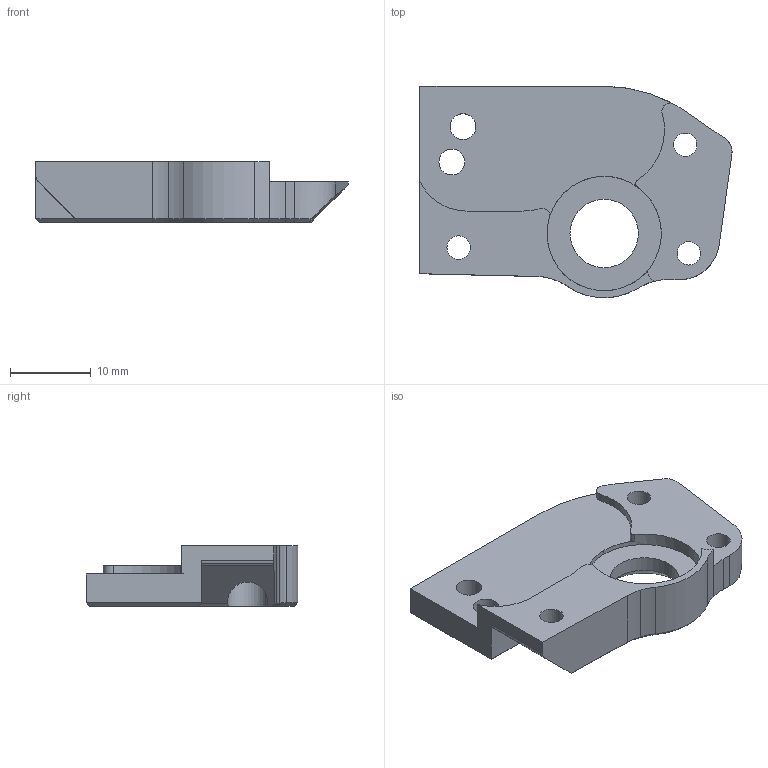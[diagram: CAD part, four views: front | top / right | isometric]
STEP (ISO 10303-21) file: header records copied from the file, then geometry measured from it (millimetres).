
FILE_DESCRIPTION(('HOOPS Exchange Step'),'2;1');
FILE_NAME('temp_export','2024-12-21T17:11:05+08:00',('27699'),('Shapr3D Limited'),'HOOPS Exchange 2024.6','Shapr3D','Authorized');
FILE_SCHEMA( ('AP242_MANAGED_MODEL_BASED_3D_ENGINEERING_MIM_LF {1 0 10303 442 1 1 4 }') );
Length unit declared in the file: millimetre
Products named in the file (1): Orbiter2.0挤出机 Positron专用打印件（3）
Bounding box: 38.77 x 26.28 x 7.5 mm (x, y, z)
Volume: 3370 mm3; surface area: 2630.5 mm2
Topology: 1 solids, 1 shells, 71 faces, 211 edges, 142 vertices
Faces by surface type: cylinder 36, plane 27, cone 8
Full cylindrical faces by diameter (mm): 2.9 x3, 3.2 x2, 5 x2, 8.5 x1
Entity records: 2505 total; most frequent: CARTESIAN_POINT 468, DIRECTION 443, ORIENTED_EDGE 422, EDGE_CURVE 211, AXIS2_PLACEMENT_3D 171, VERTEX_POINT 142, VECTOR 101, LINE 101
